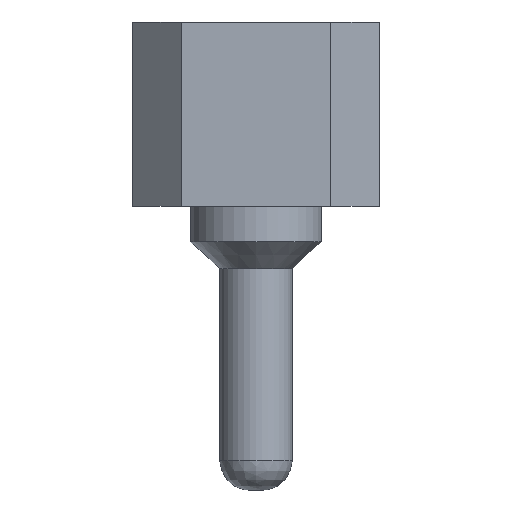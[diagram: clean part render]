
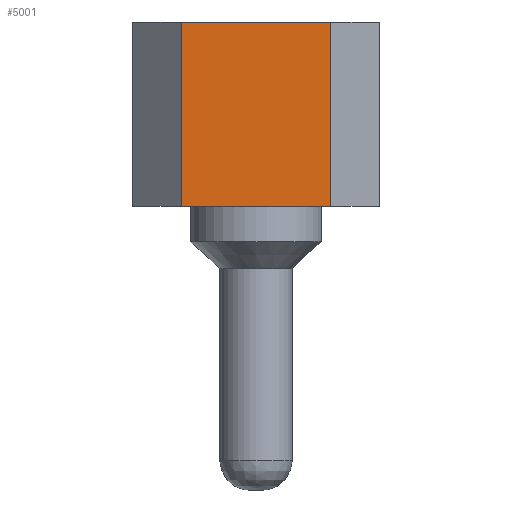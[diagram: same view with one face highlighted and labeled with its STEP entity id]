
A CAD part, left-side view. The second image highlights one B-rep face of the part: STEP entity #5001.
In plain terms, the highlighted face is planar.
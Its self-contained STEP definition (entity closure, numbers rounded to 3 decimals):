
#4414 = PLANE('',#4415);
#4415 = AXIS2_PLACEMENT_3D('',#4416,#4417,#4418);
#4416 = CARTESIAN_POINT('',(1.27,1.27,1.8));
#4417 = DIRECTION('',(0.,0.,1.));
#4418 = DIRECTION('',(1.,0.,0.));
#4470 = PLANE('',#4471);
#4471 = AXIS2_PLACEMENT_3D('',#4472,#4473,#4474);
#4472 = CARTESIAN_POINT('',(1.27,1.27,3.7));
#4473 = DIRECTION('',(0.,0.,1.));
#4474 = DIRECTION('',(1.,0.,0.));
#4496 = PLANE('',#4497);
#4497 = AXIS2_PLACEMENT_3D('',#4498,#4499,#4500);
#4498 = CARTESIAN_POINT('',(3.56,1.02,1.8));
#4499 = DIRECTION('',(0.707,0.707,0.));
#4500 = DIRECTION('',(0.,0.,1.));
#4620 = VERTEX_POINT('',#4621);
#4621 = CARTESIAN_POINT('',(3.81,-0.77,1.8));
#4635 = PLANE('',#4636);
#4636 = AXIS2_PLACEMENT_3D('',#4637,#4638,#4639);
#4637 = CARTESIAN_POINT('',(3.56,-1.02,1.8));
#4638 = DIRECTION('',(0.707,-0.707,0.));
#4639 = DIRECTION('',(0.,0.,1.));
#4647 = EDGE_CURVE('',#4648,#4620,#4650,.T.);
#4648 = VERTEX_POINT('',#4649);
#4649 = CARTESIAN_POINT('',(3.81,0.77,1.8));
#4650 = SURFACE_CURVE('',#4651,(#4655,#4662),.PCURVE_S1.);
#4651 = LINE('',#4652,#4653);
#4652 = CARTESIAN_POINT('',(3.81,1.27,1.8));
#4653 = VECTOR('',#4654,1.);
#4654 = DIRECTION('',(0.,-1.,0.));
#4655 = PCURVE('',#4414,#4656);
#4656 = DEFINITIONAL_REPRESENTATION('',(#4657),#4661);
#4657 = LINE('',#4658,#4659);
#4658 = CARTESIAN_POINT('',(2.54,0.));
#4659 = VECTOR('',#4660,1.);
#4660 = DIRECTION('',(0.,-1.));
#4661 = ( GEOMETRIC_REPRESENTATION_CONTEXT(2) 
PARAMETRIC_REPRESENTATION_CONTEXT() REPRESENTATION_CONTEXT('2D SPACE',''
  ) );
#4662 = PCURVE('',#4663,#4668);
#4663 = PLANE('',#4664);
#4664 = AXIS2_PLACEMENT_3D('',#4665,#4666,#4667);
#4665 = CARTESIAN_POINT('',(3.81,1.27,1.8));
#4666 = DIRECTION('',(1.,0.,0.));
#4667 = DIRECTION('',(0.,-1.,0.));
#4668 = DEFINITIONAL_REPRESENTATION('',(#4669),#4673);
#4669 = LINE('',#4670,#4671);
#4670 = CARTESIAN_POINT('',(0.,0.));
#4671 = VECTOR('',#4672,1.);
#4672 = DIRECTION('',(1.,0.));
#4673 = ( GEOMETRIC_REPRESENTATION_CONTEXT(2) 
PARAMETRIC_REPRESENTATION_CONTEXT() REPRESENTATION_CONTEXT('2D SPACE',''
  ) );
#4782 = VERTEX_POINT('',#4783);
#4783 = CARTESIAN_POINT('',(3.81,0.77,3.7));
#4804 = EDGE_CURVE('',#4648,#4782,#4805,.T.);
#4805 = SURFACE_CURVE('',#4806,(#4810,#4817),.PCURVE_S1.);
#4806 = LINE('',#4807,#4808);
#4807 = CARTESIAN_POINT('',(3.81,0.77,1.8));
#4808 = VECTOR('',#4809,1.);
#4809 = DIRECTION('',(0.,0.,1.));
#4810 = PCURVE('',#4496,#4811);
#4811 = DEFINITIONAL_REPRESENTATION('',(#4812),#4816);
#4812 = LINE('',#4813,#4814);
#4813 = CARTESIAN_POINT('',(0.,0.354));
#4814 = VECTOR('',#4815,1.);
#4815 = DIRECTION('',(1.,0.));
#4816 = ( GEOMETRIC_REPRESENTATION_CONTEXT(2) 
PARAMETRIC_REPRESENTATION_CONTEXT() REPRESENTATION_CONTEXT('2D SPACE',''
  ) );
#4817 = PCURVE('',#4663,#4818);
#4818 = DEFINITIONAL_REPRESENTATION('',(#4819),#4823);
#4819 = LINE('',#4820,#4821);
#4820 = CARTESIAN_POINT('',(0.5,0.));
#4821 = VECTOR('',#4822,1.);
#4822 = DIRECTION('',(0.,-1.));
#4823 = ( GEOMETRIC_REPRESENTATION_CONTEXT(2) 
PARAMETRIC_REPRESENTATION_CONTEXT() REPRESENTATION_CONTEXT('2D SPACE',''
  ) );
#4900 = VERTEX_POINT('',#4901);
#4901 = CARTESIAN_POINT('',(3.81,-0.77,3.7));
#4922 = EDGE_CURVE('',#4782,#4900,#4923,.T.);
#4923 = SURFACE_CURVE('',#4924,(#4928,#4935),.PCURVE_S1.);
#4924 = LINE('',#4925,#4926);
#4925 = CARTESIAN_POINT('',(3.81,1.27,3.7));
#4926 = VECTOR('',#4927,1.);
#4927 = DIRECTION('',(0.,-1.,0.));
#4928 = PCURVE('',#4470,#4929);
#4929 = DEFINITIONAL_REPRESENTATION('',(#4930),#4934);
#4930 = LINE('',#4931,#4932);
#4931 = CARTESIAN_POINT('',(2.54,0.));
#4932 = VECTOR('',#4933,1.);
#4933 = DIRECTION('',(0.,-1.));
#4934 = ( GEOMETRIC_REPRESENTATION_CONTEXT(2) 
PARAMETRIC_REPRESENTATION_CONTEXT() REPRESENTATION_CONTEXT('2D SPACE',''
  ) );
#4935 = PCURVE('',#4663,#4936);
#4936 = DEFINITIONAL_REPRESENTATION('',(#4937),#4941);
#4937 = LINE('',#4938,#4939);
#4938 = CARTESIAN_POINT('',(0.,-1.9));
#4939 = VECTOR('',#4940,1.);
#4940 = DIRECTION('',(1.,0.));
#4941 = ( GEOMETRIC_REPRESENTATION_CONTEXT(2) 
PARAMETRIC_REPRESENTATION_CONTEXT() REPRESENTATION_CONTEXT('2D SPACE',''
  ) );
#5001 = ADVANCED_FACE('',(#5002),#4663,.T.);
#5002 = FACE_BOUND('',#5003,.T.);
#5003 = EDGE_LOOP('',(#5004,#5005,#5006,#5007));
#5004 = ORIENTED_EDGE('',*,*,#4647,.F.);
#5005 = ORIENTED_EDGE('',*,*,#4804,.T.);
#5006 = ORIENTED_EDGE('',*,*,#4922,.T.);
#5007 = ORIENTED_EDGE('',*,*,#5008,.F.);
#5008 = EDGE_CURVE('',#4620,#4900,#5009,.T.);
#5009 = SURFACE_CURVE('',#5010,(#5014,#5021),.PCURVE_S1.);
#5010 = LINE('',#5011,#5012);
#5011 = CARTESIAN_POINT('',(3.81,-0.77,1.8));
#5012 = VECTOR('',#5013,1.);
#5013 = DIRECTION('',(0.,0.,1.));
#5014 = PCURVE('',#4663,#5015);
#5015 = DEFINITIONAL_REPRESENTATION('',(#5016),#5020);
#5016 = LINE('',#5017,#5018);
#5017 = CARTESIAN_POINT('',(2.04,0.));
#5018 = VECTOR('',#5019,1.);
#5019 = DIRECTION('',(0.,-1.));
#5020 = ( GEOMETRIC_REPRESENTATION_CONTEXT(2) 
PARAMETRIC_REPRESENTATION_CONTEXT() REPRESENTATION_CONTEXT('2D SPACE',''
  ) );
#5021 = PCURVE('',#4635,#5022);
#5022 = DEFINITIONAL_REPRESENTATION('',(#5023),#5027);
#5023 = LINE('',#5024,#5025);
#5024 = CARTESIAN_POINT('',(0.,-0.354));
#5025 = VECTOR('',#5026,1.);
#5026 = DIRECTION('',(1.,0.));
#5027 = ( GEOMETRIC_REPRESENTATION_CONTEXT(2) 
PARAMETRIC_REPRESENTATION_CONTEXT() REPRESENTATION_CONTEXT('2D SPACE',''
  ) );
